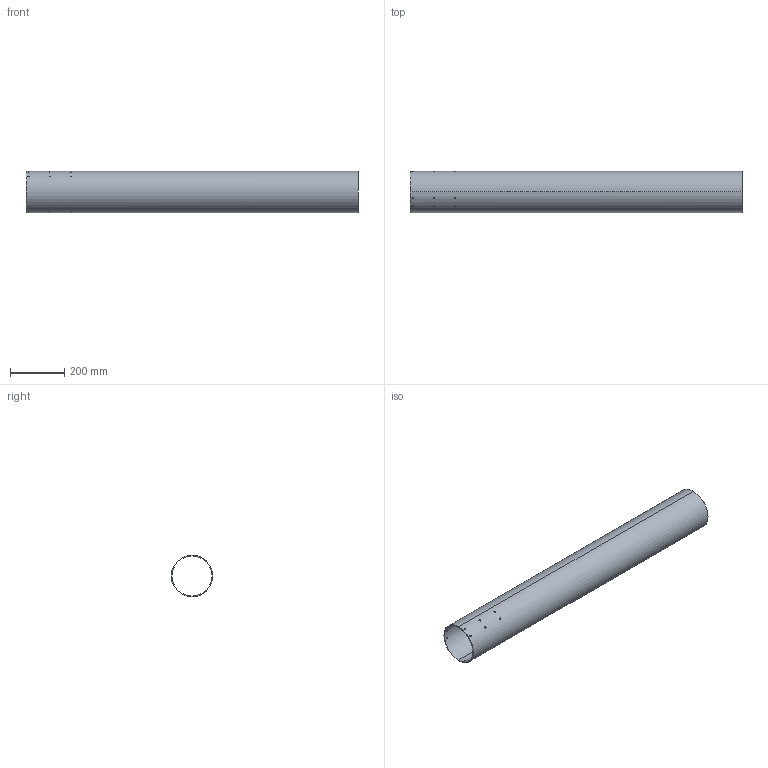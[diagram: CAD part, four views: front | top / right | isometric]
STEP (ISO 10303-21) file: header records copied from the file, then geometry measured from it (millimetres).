
FILE_DESCRIPTION (( 'STEP AP214' ), '1' );
FILE_NAME ('FGPT-6.0 Pre-Glassed Phenolic Airframe Tubing_2.STEP', '2017-02-14T18:33:40', ( 'Christian Cardinaux' ), ( '' ), 'SwSTEP 2.0', 'SolidWorks 2016', '' );
FILE_SCHEMA (( 'AUTOMOTIVE_DESIGN' ));
Length unit declared in the file: millimetre
Products named in the file (1): FGPT-6.0 Pre-Glassed Phenolic Airframe Tubing_2
Bounding box: 1219.2 x 152.4 x 152.4 mm (x, y, z)
Volume: 1485501.7 mm3; surface area: 1149996.2 mm2
Topology: 1 solids, 1 shells, 42 faces, 120 edges, 80 vertices
Faces by surface type: cylinder 40, plane 2
Entity records: 3622 total; most frequent: CARTESIAN_POINT 2547, ORIENTED_EDGE 240, DIRECTION 142, EDGE_CURVE 120, EDGE_LOOP 80, VERTEX_POINT 80, B_SPLINE_CURVE_WITH_KNOTS 72, AXIS2_PLACEMENT_3D 51
